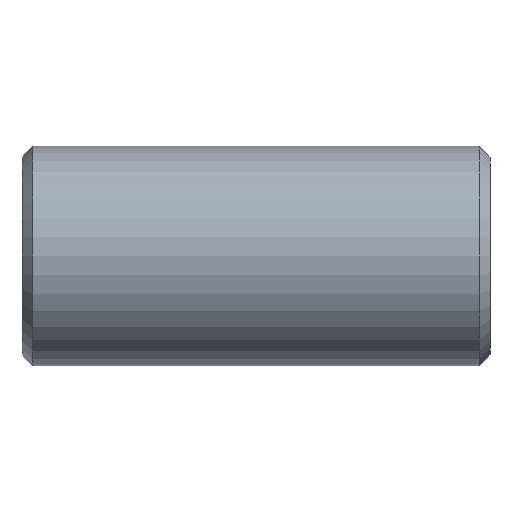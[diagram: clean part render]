
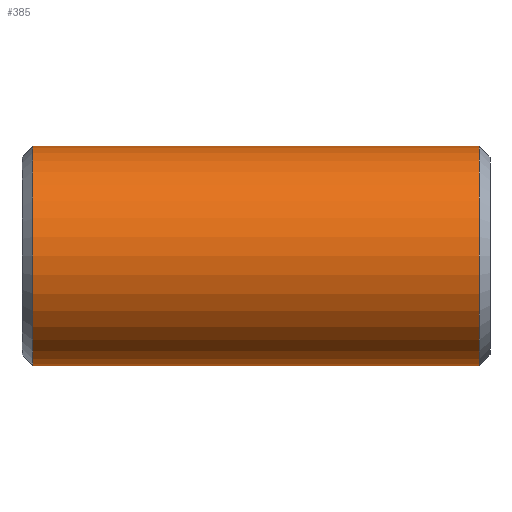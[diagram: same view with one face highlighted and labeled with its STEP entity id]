
A CAD part, front view. The second image highlights one B-rep face of the part: STEP entity #385.
In plain terms, the highlighted cylindrical face has radius 13.335 mm (diameter 26.67 mm), a partial arc.
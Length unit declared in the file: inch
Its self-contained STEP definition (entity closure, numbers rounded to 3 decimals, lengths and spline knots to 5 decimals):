
#1 = VERTEX_POINT ( 'NONE', #582 ) ;
#8 = DIRECTION ( 'NONE',  ( -1., 0., 0. ) ) ;
#13 = CARTESIAN_POINT ( 'NONE',  ( 1.12, 0., -0.525 ) ) ;
#24 = ORIENTED_EDGE ( 'NONE', *, *, #497, .T. ) ;
#41 = DIRECTION ( 'NONE',  ( -1., 0., 0. ) ) ;
#78 = ORIENTED_EDGE ( 'NONE', *, *, #239, .T. ) ;
#80 = DIRECTION ( 'NONE',  ( 0., 0., 1. ) ) ;
#99 = LINE ( 'NONE', #224, #313 ) ;
#117 = DIRECTION ( 'NONE',  ( 0., 0., -1. ) ) ;
#128 = EDGE_CURVE ( 'NONE', #337, #555, #481, .T. ) ;
#136 = CARTESIAN_POINT ( 'NONE',  ( 1.06867, 0., -0.525 ) ) ;
#153 = DIRECTION ( 'NONE',  ( -1., 0., 0. ) ) ;
#156 = DIRECTION ( 'NONE',  ( -1., 0., 0. ) ) ;
#174 = VECTOR ( 'NONE', #156, 39.37008 ) ;
#178 = CIRCLE ( 'NONE', #200, 0.525 ) ;
#181 = VERTEX_POINT ( 'NONE', #505 ) ;
#198 = LINE ( 'NONE', #573, #174 ) ;
#200 = AXIS2_PLACEMENT_3D ( 'NONE', #448, #500, #80 ) ;
#224 = CARTESIAN_POINT ( 'NONE',  ( 1.12, 0., 0.525 ) ) ;
#225 = FACE_OUTER_BOUND ( 'NONE', #424, .T. ) ;
#239 = EDGE_CURVE ( 'NONE', #1, #181, #178, .T. ) ;
#261 = AXIS2_PLACEMENT_3D ( 'NONE', #557, #369, #589 ) ;
#283 = LINE ( 'NONE', #524, #592 ) ;
#306 = CIRCLE ( 'NONE', #477, 0.525 ) ;
#313 = VECTOR ( 'NONE', #41, 39.37008 ) ;
#337 = VERTEX_POINT ( 'NONE', #136 ) ;
#342 = CARTESIAN_POINT ( 'NONE',  ( 0., 0., -0.525 ) ) ;
#343 = VERTEX_POINT ( 'NONE', #552 ) ;
#345 = EDGE_CURVE ( 'NONE', #343, #401, #99, .T. ) ;
#369 = DIRECTION ( 'NONE',  ( -1., 0., 0. ) ) ;
#385 = ADVANCED_FACE ( 'NONE', ( #225 ), #410, .T. ) ;
#392 = ORIENTED_EDGE ( 'NONE', *, *, #345, .T. ) ;
#401 = VERTEX_POINT ( 'NONE', #411 ) ;
#410 = CYLINDRICAL_SURFACE ( 'NONE', #261, 0.525 ) ;
#411 = CARTESIAN_POINT ( 'NONE',  ( 0., 0., 0.525 ) ) ;
#424 = EDGE_LOOP ( 'NONE', ( #520, #471, #392, #24, #78, #473 ) ) ;
#438 = VECTOR ( 'NONE', #153, 39.37008 ) ;
#448 = CARTESIAN_POINT ( 'NONE',  ( -1.06867, 0., 0. ) ) ;
#471 = ORIENTED_EDGE ( 'NONE', *, *, #562, .T. ) ;
#473 = ORIENTED_EDGE ( 'NONE', *, *, #553, .F. ) ;
#477 = AXIS2_PLACEMENT_3D ( 'NONE', #532, #8, #117 ) ;
#481 = LINE ( 'NONE', #13, #438 ) ;
#497 = EDGE_CURVE ( 'NONE', #401, #1, #283, .T. ) ;
#500 = DIRECTION ( 'NONE',  ( 1., 0., 0. ) ) ;
#505 = CARTESIAN_POINT ( 'NONE',  ( -1.06867, 0., -0.525 ) ) ;
#520 = ORIENTED_EDGE ( 'NONE', *, *, #128, .F. ) ;
#524 = CARTESIAN_POINT ( 'NONE',  ( 1.12, 0., 0.525 ) ) ;
#528 = DIRECTION ( 'NONE',  ( -1., 0., 0. ) ) ;
#532 = CARTESIAN_POINT ( 'NONE',  ( 1.06867, 0., 0. ) ) ;
#552 = CARTESIAN_POINT ( 'NONE',  ( 1.06867, 0., 0.525 ) ) ;
#553 = EDGE_CURVE ( 'NONE', #555, #181, #198, .T. ) ;
#555 = VERTEX_POINT ( 'NONE', #342 ) ;
#557 = CARTESIAN_POINT ( 'NONE',  ( 1.12, 0., 0. ) ) ;
#562 = EDGE_CURVE ( 'NONE', #337, #343, #306, .T. ) ;
#573 = CARTESIAN_POINT ( 'NONE',  ( 1.12, 0., -0.525 ) ) ;
#582 = CARTESIAN_POINT ( 'NONE',  ( -1.06867, 0., 0.525 ) ) ;
#589 = DIRECTION ( 'NONE',  ( 0., 0., 1. ) ) ;
#592 = VECTOR ( 'NONE', #528, 39.37008 ) ;
